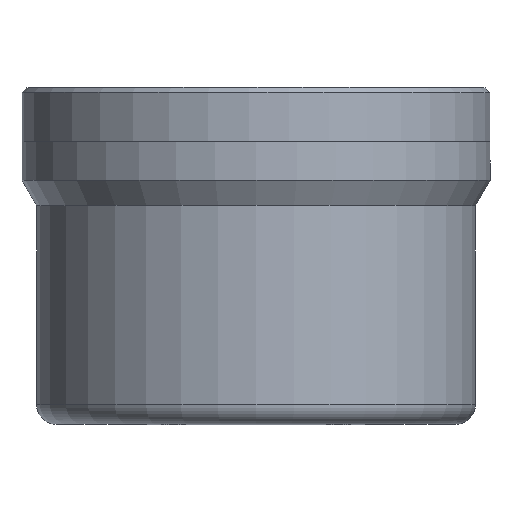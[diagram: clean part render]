
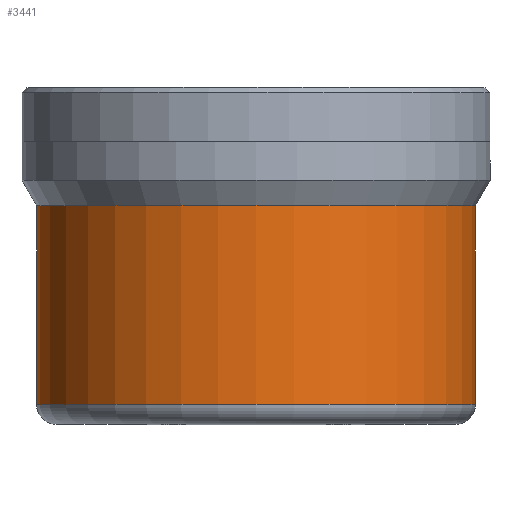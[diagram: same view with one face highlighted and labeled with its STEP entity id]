
A CAD part, top view. The second image highlights one B-rep face of the part: STEP entity #3441.
In plain terms, the highlighted cylindrical face has radius 22.5 mm (diameter 45 mm), a full revolution.
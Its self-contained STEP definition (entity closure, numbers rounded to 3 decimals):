
#137=B_SPLINE_CURVE_WITH_KNOTS('',3,(#7679,#7680,#7681,#7682,#7683,#7684,
#7685,#7686,#7687,#7688),.UNSPECIFIED.,.F.,.F.,(4,2,2,2,4),(-0.948,
-0.797,-0.531,-0.266,-0.22),
 .UNSPECIFIED.);
#138=B_SPLINE_CURVE_WITH_KNOTS('',3,(#7692,#7693,#7694,#7695,#7696,#7697,
#7698,#7699,#7700,#7701,#7702,#7703,#7704,#7705,#7706,#7707,#7708,#7709),
 .UNSPECIFIED.,.F.,.F.,(4,2,2,2,2,2,2,2,4),(-4.03,-3.984,
-3.718,-3.453,-3.187,-2.922,
-2.656,-2.39,-2.345),.UNSPECIFIED.);
#139=B_SPLINE_CURVE_WITH_KNOTS('',3,(#7713,#7714,#7715,#7716,#7717,#7718,
#7719,#7720,#7721,#7722),.UNSPECIFIED.,.F.,.F.,(4,2,2,2,4),(-1.905,
-1.859,-1.593,-1.328,-1.177),
 .UNSPECIFIED.);
#337=CYLINDRICAL_SURFACE('',#3791,22.5);
#577=LINE('',#7675,#826);
#578=LINE('',#7690,#827);
#579=LINE('',#7711,#828);
#826=VECTOR('',#4645,22.5);
#827=VECTOR('',#4648,1000.);
#828=VECTOR('',#4649,1000.);
#1029=FACE_OUTER_BOUND('',#1234,.T.);
#1234=EDGE_LOOP('',(#3155,#3156,#3157,#3158,#3159,#3160,#3161,#3162,#3163,
#3164,#3165));
#1376=CIRCLE('',#3771,22.5);
#1389=CIRCLE('',#3792,22.5);
#1390=CIRCLE('',#3793,22.5);
#1391=CIRCLE('',#3794,22.5);
#1701=VERTEX_POINT('',#7553);
#1720=VERTEX_POINT('',#7674);
#1721=VERTEX_POINT('',#7676);
#1722=VERTEX_POINT('',#7678);
#1723=VERTEX_POINT('',#7689);
#1724=VERTEX_POINT('',#7691);
#1725=VERTEX_POINT('',#7710);
#1726=VERTEX_POINT('',#7712);
#1727=VERTEX_POINT('',#7723);
#2183=EDGE_CURVE('',#1701,#1701,#1376,.T.);
#2208=EDGE_CURVE('',#1701,#1720,#577,.T.);
#2209=EDGE_CURVE('',#1720,#1721,#1389,.T.);
#2210=EDGE_CURVE('',#1721,#1722,#137,.T.);
#2211=EDGE_CURVE('',#1722,#1723,#578,.T.);
#2212=EDGE_CURVE('',#1723,#1724,#138,.T.);
#2213=EDGE_CURVE('',#1724,#1725,#579,.T.);
#2214=EDGE_CURVE('',#1725,#1726,#139,.T.);
#2215=EDGE_CURVE('',#1726,#1727,#1390,.T.);
#2216=EDGE_CURVE('',#1727,#1720,#1391,.T.);
#3155=ORIENTED_EDGE('',*,*,#2183,.T.);
#3156=ORIENTED_EDGE('',*,*,#2208,.T.);
#3157=ORIENTED_EDGE('',*,*,#2209,.T.);
#3158=ORIENTED_EDGE('',*,*,#2210,.T.);
#3159=ORIENTED_EDGE('',*,*,#2211,.T.);
#3160=ORIENTED_EDGE('',*,*,#2212,.T.);
#3161=ORIENTED_EDGE('',*,*,#2213,.T.);
#3162=ORIENTED_EDGE('',*,*,#2214,.T.);
#3163=ORIENTED_EDGE('',*,*,#2215,.T.);
#3164=ORIENTED_EDGE('',*,*,#2216,.T.);
#3165=ORIENTED_EDGE('',*,*,#2208,.F.);
#3441=ADVANCED_FACE('',(#1029),#337,.T.);
#3771=AXIS2_PLACEMENT_3D('',#7555,#4595,#4596);
#3791=AXIS2_PLACEMENT_3D('',#7673,#4643,#4644);
#3792=AXIS2_PLACEMENT_3D('',#7677,#4646,#4647);
#3793=AXIS2_PLACEMENT_3D('',#7724,#4650,#4651);
#3794=AXIS2_PLACEMENT_3D('',#7725,#4652,#4653);
#4595=DIRECTION('center_axis',(0.,1.,0.));
#4596=DIRECTION('ref_axis',(1.,0.,0.));
#4643=DIRECTION('center_axis',(0.,-1.,0.));
#4644=DIRECTION('ref_axis',(1.,0.,0.));
#4645=DIRECTION('',(0.,1.,0.));
#4646=DIRECTION('center_axis',(0.,-1.,0.));
#4647=DIRECTION('ref_axis',(1.,0.,0.));
#4648=DIRECTION('',(0.,-1.,0.));
#4649=DIRECTION('',(0.,1.,0.));
#4650=DIRECTION('center_axis',(0.,-1.,0.));
#4651=DIRECTION('ref_axis',(1.,0.,0.));
#4652=DIRECTION('center_axis',(0.,-1.,0.));
#4653=DIRECTION('ref_axis',(1.,0.,0.));
#7553=CARTESIAN_POINT('',(-22.5,2.,0.));
#7555=CARTESIAN_POINT('Origin',(0.,2.,0.));
#7673=CARTESIAN_POINT('Origin',(0.,0.,0.));
#7674=CARTESIAN_POINT('',(-22.5,22.402,0.));
#7675=CARTESIAN_POINT('',(-22.5,0.,0.));
#7676=CARTESIAN_POINT('',(-1.168,22.402,-22.47));
#7677=CARTESIAN_POINT('Origin',(0.,22.402,
0.));
#7678=CARTESIAN_POINT('',(-6.633,17.736,-21.5));
#7679=CARTESIAN_POINT('Ctrl Pts',(-1.168,22.402,-22.47));
#7680=CARTESIAN_POINT('Ctrl Pts',(-1.683,22.315,-22.443));
#7681=CARTESIAN_POINT('Ctrl Pts',(-2.198,22.167,-22.398));
#7682=CARTESIAN_POINT('Ctrl Pts',(-3.548,21.606,-22.235));
#7683=CARTESIAN_POINT('Ctrl Pts',(-4.332,21.068,-22.088));
#7684=CARTESIAN_POINT('Ctrl Pts',(-5.568,19.831,-21.809));
#7685=CARTESIAN_POINT('Ctrl Pts',(-6.106,19.048,-21.659));
#7686=CARTESIAN_POINT('Ctrl Pts',(-6.525,18.039,-21.533));
#7687=CARTESIAN_POINT('Ctrl Pts',(-6.582,17.888,-21.516));
#7688=CARTESIAN_POINT('Ctrl Pts',(-6.633,17.736,-21.5));
#7689=CARTESIAN_POINT('',(-6.633,13.264,-21.5));
#7690=CARTESIAN_POINT('',(-6.633,0.,-21.5));
#7691=CARTESIAN_POINT('',(6.633,13.264,-21.5));
#7692=CARTESIAN_POINT('Ctrl Pts',(-6.633,13.264,-21.5));
#7693=CARTESIAN_POINT('Ctrl Pts',(-6.582,13.112,-21.516));
#7694=CARTESIAN_POINT('Ctrl Pts',(-6.525,12.961,-21.533));
#7695=CARTESIAN_POINT('Ctrl Pts',(-6.106,11.952,-21.659));
#7696=CARTESIAN_POINT('Ctrl Pts',(-5.568,11.169,-21.809));
#7697=CARTESIAN_POINT('Ctrl Pts',(-4.332,9.932,-22.088));
#7698=CARTESIAN_POINT('Ctrl Pts',(-3.548,9.394,-22.235));
#7699=CARTESIAN_POINT('Ctrl Pts',(-1.825,8.678,-22.443));
#7700=CARTESIAN_POINT('Ctrl Pts',(-0.885,8.5,-22.5));
#7701=CARTESIAN_POINT('Ctrl Pts',(0.885,8.5,-22.5));
#7702=CARTESIAN_POINT('Ctrl Pts',(1.825,8.678,-22.443));
#7703=CARTESIAN_POINT('Ctrl Pts',(3.548,9.394,-22.235));
#7704=CARTESIAN_POINT('Ctrl Pts',(4.332,9.932,-22.088));
#7705=CARTESIAN_POINT('Ctrl Pts',(5.568,11.169,-21.809));
#7706=CARTESIAN_POINT('Ctrl Pts',(6.106,11.952,-21.659));
#7707=CARTESIAN_POINT('Ctrl Pts',(6.525,12.961,-21.533));
#7708=CARTESIAN_POINT('Ctrl Pts',(6.582,13.112,-21.516));
#7709=CARTESIAN_POINT('Ctrl Pts',(6.633,13.264,-21.5));
#7710=CARTESIAN_POINT('',(6.633,17.736,-21.5));
#7711=CARTESIAN_POINT('',(6.633,0.,-21.5));
#7712=CARTESIAN_POINT('',(1.168,22.402,-22.47));
#7713=CARTESIAN_POINT('Ctrl Pts',(6.633,17.736,-21.5));
#7714=CARTESIAN_POINT('Ctrl Pts',(6.582,17.888,-21.516));
#7715=CARTESIAN_POINT('Ctrl Pts',(6.525,18.039,-21.533));
#7716=CARTESIAN_POINT('Ctrl Pts',(6.106,19.048,-21.659));
#7717=CARTESIAN_POINT('Ctrl Pts',(5.568,19.831,-21.809));
#7718=CARTESIAN_POINT('Ctrl Pts',(4.332,21.068,-22.088));
#7719=CARTESIAN_POINT('Ctrl Pts',(3.548,21.606,-22.235));
#7720=CARTESIAN_POINT('Ctrl Pts',(2.198,22.167,-22.398));
#7721=CARTESIAN_POINT('Ctrl Pts',(1.683,22.315,-22.443));
#7722=CARTESIAN_POINT('Ctrl Pts',(1.168,22.402,-22.47));
#7723=CARTESIAN_POINT('',(22.5,22.402,0.));
#7724=CARTESIAN_POINT('Origin',(0.,22.402,
0.));
#7725=CARTESIAN_POINT('Origin',(0.,22.402,
0.));
